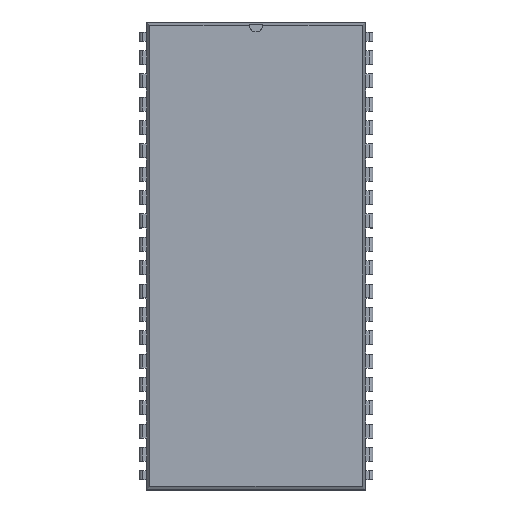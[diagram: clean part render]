
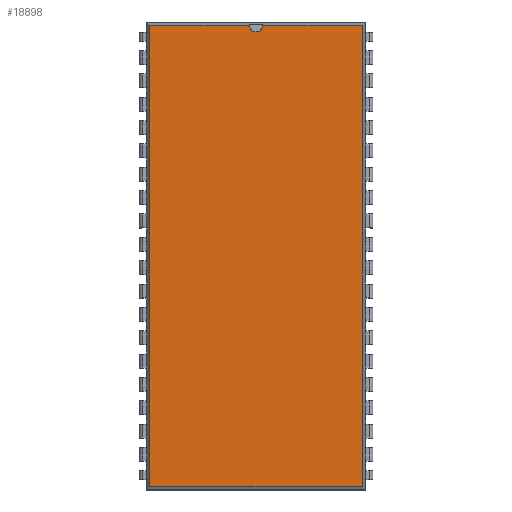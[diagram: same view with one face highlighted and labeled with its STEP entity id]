
A CAD part, top view. The second image highlights one B-rep face of the part: STEP entity #18898.
In plain terms, the highlighted planar face has unit normal (0, 0, 1).
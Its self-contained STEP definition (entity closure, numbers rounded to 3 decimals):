
#10159 = VERTEX_POINT('',#10160);
#10160 = CARTESIAN_POINT('',(24.124,0.931,3.68));
#10165 = EDGE_CURVE('',#10166,#10159,#10168,.T.);
#10166 = VERTEX_POINT('',#10167);
#10167 = CARTESIAN_POINT('',(24.124,-49.191,3.68));
#10168 = LINE('',#10169,#10170);
#10169 = CARTESIAN_POINT('',(24.124,-49.191,3.68));
#10170 = VECTOR('',#10171,1.);
#10171 = DIRECTION('',(0.,1.,0.));
#14425 = VERTEX_POINT('',#14426);
#14426 = CARTESIAN_POINT('',(1.022,0.931,3.68));
#14431 = EDGE_CURVE('',#14432,#14425,#14434,.T.);
#14432 = VERTEX_POINT('',#14433);
#14433 = CARTESIAN_POINT('',(11.827,0.931,3.68));
#14434 = LINE('',#14435,#14436);
#14435 = CARTESIAN_POINT('',(24.124,0.931,3.68));
#14436 = VECTOR('',#14437,1.);
#14437 = DIRECTION('',(-1.,0.,0.));
#14460 = VERTEX_POINT('',#14461);
#14461 = CARTESIAN_POINT('',(13.319,0.931,3.68));
#14472 = EDGE_CURVE('',#10159,#14460,#14473,.T.);
#14473 = LINE('',#14474,#14475);
#14474 = CARTESIAN_POINT('',(24.124,0.931,3.68));
#14475 = VECTOR('',#14476,1.);
#14476 = DIRECTION('',(-1.,0.,0.));
#14628 = VERTEX_POINT('',#14629);
#14629 = CARTESIAN_POINT('',(1.022,-49.191,3.68));
#14634 = EDGE_CURVE('',#14425,#14628,#14635,.T.);
#14635 = LINE('',#14636,#14637);
#14636 = CARTESIAN_POINT('',(1.022,0.931,3.68));
#14637 = VECTOR('',#14638,1.);
#14638 = DIRECTION('',(0.,-1.,0.));
#18887 = EDGE_CURVE('',#14628,#10166,#18888,.T.);
#18888 = LINE('',#18889,#18890);
#18889 = CARTESIAN_POINT('',(1.022,-49.191,3.68));
#18890 = VECTOR('',#18891,1.);
#18891 = DIRECTION('',(1.,0.,0.));
#18898 = ADVANCED_FACE('',(#18899),#18922,.F.);
#18899 = FACE_BOUND('',#18900,.F.);
#18900 = EDGE_LOOP('',(#18901,#18902,#18903,#18904,#18905,#18914,#18921)
);
#18901 = ORIENTED_EDGE('',*,*,#10165,.F.);
#18902 = ORIENTED_EDGE('',*,*,#18887,.F.);
#18903 = ORIENTED_EDGE('',*,*,#14634,.F.);
#18904 = ORIENTED_EDGE('',*,*,#14431,.F.);
#18905 = ORIENTED_EDGE('',*,*,#18906,.F.);
#18906 = EDGE_CURVE('',#18907,#14432,#18909,.T.);
#18907 = VERTEX_POINT('',#18908);
#18908 = CARTESIAN_POINT('',(12.573,0.256,3.68));
#18909 = CIRCLE('',#18910,0.75);
#18910 = AXIS2_PLACEMENT_3D('',#18911,#18912,#18913);
#18911 = CARTESIAN_POINT('',(12.573,1.006,3.68));
#18912 = DIRECTION('',(0.,0.,-1.));
#18913 = DIRECTION('',(0.,-1.,0.));
#18914 = ORIENTED_EDGE('',*,*,#18915,.F.);
#18915 = EDGE_CURVE('',#14460,#18907,#18916,.T.);
#18916 = CIRCLE('',#18917,0.75);
#18917 = AXIS2_PLACEMENT_3D('',#18918,#18919,#18920);
#18918 = CARTESIAN_POINT('',(12.573,1.006,3.68));
#18919 = DIRECTION('',(0.,0.,-1.));
#18920 = DIRECTION('',(0.,-1.,0.));
#18921 = ORIENTED_EDGE('',*,*,#14472,.F.);
#18922 = PLANE('',#18923);
#18923 = AXIS2_PLACEMENT_3D('',#18924,#18925,#18926);
#18924 = CARTESIAN_POINT('',(24.124,-49.191,3.68));
#18925 = DIRECTION('',(0.,0.,-1.));
#18926 = DIRECTION('',(-0.419,0.908,0.));
